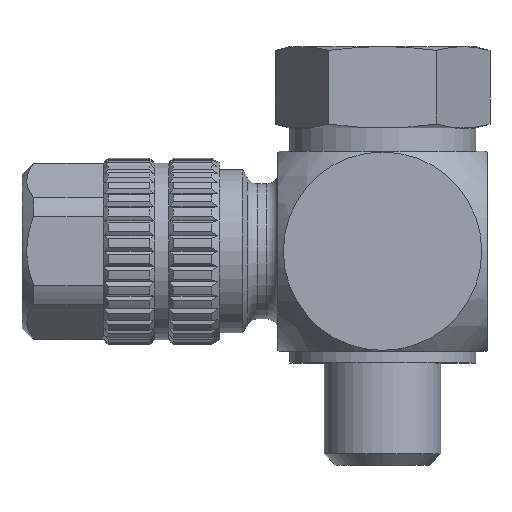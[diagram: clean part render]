
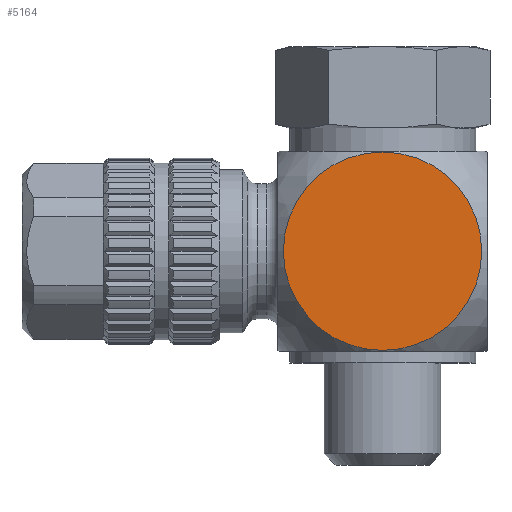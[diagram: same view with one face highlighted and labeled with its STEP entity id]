
A CAD part, top view. The second image highlights one B-rep face of the part: STEP entity #5164.
In plain terms, the highlighted planar face has unit normal (0, 0, 1).
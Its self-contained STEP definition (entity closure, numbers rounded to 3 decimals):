
#1260=FACE_OUTER_BOUND('',#1603,.T.);
#1603=EDGE_LOOP('',(#4608));
#1839=CIRCLE('',#5659,4.265);
#2353=VERTEX_POINT('',#9242);
#3113=EDGE_CURVE('',#2353,#2353,#1839,.T.);
#4608=ORIENTED_EDGE('',*,*,#3113,.T.);
#4884=PLANE('',#5664);
#5164=ADVANCED_FACE('',(#1260),#4884,.T.);
#5659=AXIS2_PLACEMENT_3D('',#9243,#6870,#6871);
#5664=AXIS2_PLACEMENT_3D('',#9251,#6880,#6881);
#6870=DIRECTION('center_axis',(0.,0.,1.));
#6871=DIRECTION('ref_axis',(-1.,0.,0.));
#6880=DIRECTION('center_axis',(0.,0.,1.));
#6881=DIRECTION('ref_axis',(-1.,0.,0.));
#9242=CARTESIAN_POINT('',(4.265,0.,4.5));
#9243=CARTESIAN_POINT('Origin',(0.,0.,4.5));
#9251=CARTESIAN_POINT('Origin',(4.5,4.3,4.5));
